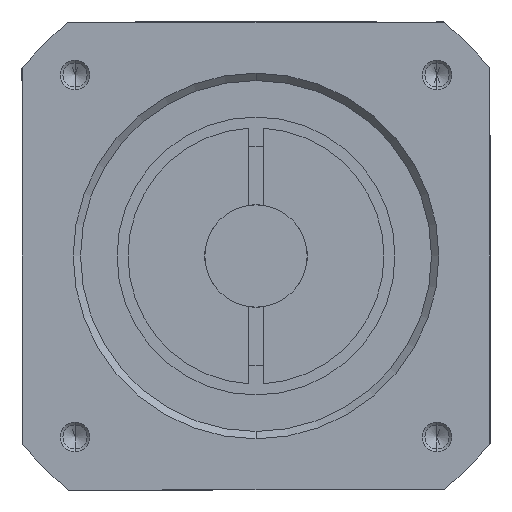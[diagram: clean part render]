
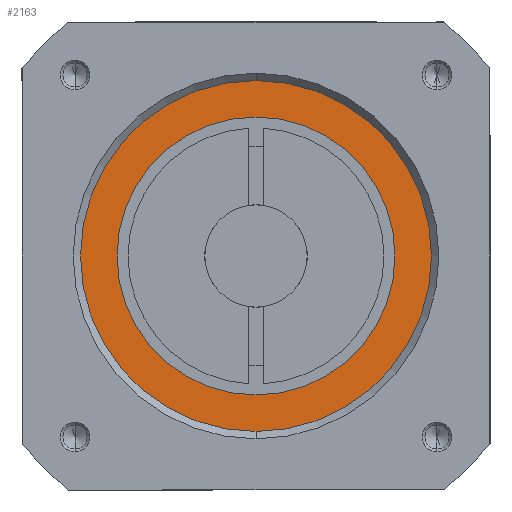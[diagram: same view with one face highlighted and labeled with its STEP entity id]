
A CAD part, front view. The second image highlights one B-rep face of the part: STEP entity #2163.
In plain terms, the highlighted planar face has unit normal (0, -1, 0).
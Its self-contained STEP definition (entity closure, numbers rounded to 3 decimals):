
#26 = AXIS2_PLACEMENT_3D ( 'NONE', #726, #394, #1102 ) ;
#38 = DIRECTION ( 'NONE',  ( 0., 1., 0. ) ) ;
#80 = PLANE ( 'NONE',  #2642 ) ;
#154 = CARTESIAN_POINT ( 'NONE',  ( 0., 23.1, -19. ) ) ;
#394 = DIRECTION ( 'NONE',  ( 0., 1., 0. ) ) ;
#395 = FACE_BOUND ( 'NONE', #3636, .T. ) ;
#411 = CARTESIAN_POINT ( 'NONE',  ( 19., 23.1, 0. ) ) ;
#511 = DIRECTION ( 'NONE',  ( 0., 1., 0. ) ) ;
#726 = CARTESIAN_POINT ( 'NONE',  ( 0., 23.1, 0. ) ) ;
#755 = DIRECTION ( 'NONE',  ( 0., 0., -1. ) ) ;
#966 = CARTESIAN_POINT ( 'NONE',  ( 0., 23.1, 0. ) ) ;
#1102 = DIRECTION ( 'NONE',  ( 0., 0., 1. ) ) ;
#1140 = CIRCLE ( 'NONE', #3942, 19. ) ;
#1218 = EDGE_CURVE ( 'NONE', #3576, #3800, #2366, .T. ) ;
#1246 = DIRECTION ( 'NONE',  ( 0., 1., 0. ) ) ;
#1260 = DIRECTION ( 'NONE',  ( 0., 0., 1. ) ) ;
#1347 = EDGE_CURVE ( 'NONE', #1583, #1587, #3691, .T. ) ;
#1386 = CARTESIAN_POINT ( 'NONE',  ( 0., 23.1, 19. ) ) ;
#1391 = FACE_OUTER_BOUND ( 'NONE', #3436, .T. ) ;
#1583 = VERTEX_POINT ( 'NONE', #3308 ) ;
#1587 = VERTEX_POINT ( 'NONE', #2643 ) ;
#1624 = ORIENTED_EDGE ( 'NONE', *, *, #2084, .F. ) ;
#1666 = AXIS2_PLACEMENT_3D ( 'NONE', #966, #1246, #1260 ) ;
#1837 = ORIENTED_EDGE ( 'NONE', *, *, #1347, .F. ) ;
#2028 = CARTESIAN_POINT ( 'NONE',  ( 0., 23.1, 0. ) ) ;
#2084 = EDGE_CURVE ( 'NONE', #1587, #1583, #4229, .T. ) ;
#2163 = ADVANCED_FACE ( 'NONE', ( #395, #1391 ), #80, .T. ) ;
#2366 = CIRCLE ( 'NONE', #1666, 19. ) ;
#2373 = DIRECTION ( 'NONE',  ( 0., 0., 1. ) ) ;
#2505 = CARTESIAN_POINT ( 'NONE',  ( 0., 23.1, 0. ) ) ;
#2642 = AXIS2_PLACEMENT_3D ( 'NONE', #411, #2723, #755 ) ;
#2643 = CARTESIAN_POINT ( 'NONE',  ( 0., 23.1, -24. ) ) ;
#2723 = DIRECTION ( 'NONE',  ( 0., -1., 0. ) ) ;
#2827 = DIRECTION ( 'NONE',  ( 0., 0., 1. ) ) ;
#2964 = AXIS2_PLACEMENT_3D ( 'NONE', #2028, #38, #2373 ) ;
#3038 = EDGE_CURVE ( 'NONE', #3800, #3576, #1140, .T. ) ;
#3308 = CARTESIAN_POINT ( 'NONE',  ( 0., 23.1, 24. ) ) ;
#3436 = EDGE_LOOP ( 'NONE', ( #1837, #1624 ) ) ;
#3576 = VERTEX_POINT ( 'NONE', #1386 ) ;
#3636 = EDGE_LOOP ( 'NONE', ( #3681, #4194 ) ) ;
#3681 = ORIENTED_EDGE ( 'NONE', *, *, #1218, .T. ) ;
#3691 = CIRCLE ( 'NONE', #26, 24. ) ;
#3800 = VERTEX_POINT ( 'NONE', #154 ) ;
#3942 = AXIS2_PLACEMENT_3D ( 'NONE', #2505, #511, #2827 ) ;
#4194 = ORIENTED_EDGE ( 'NONE', *, *, #3038, .T. ) ;
#4229 = CIRCLE ( 'NONE', #2964, 24. ) ;
